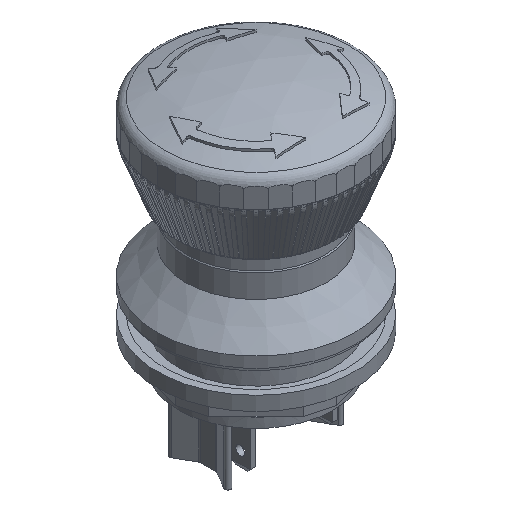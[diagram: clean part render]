
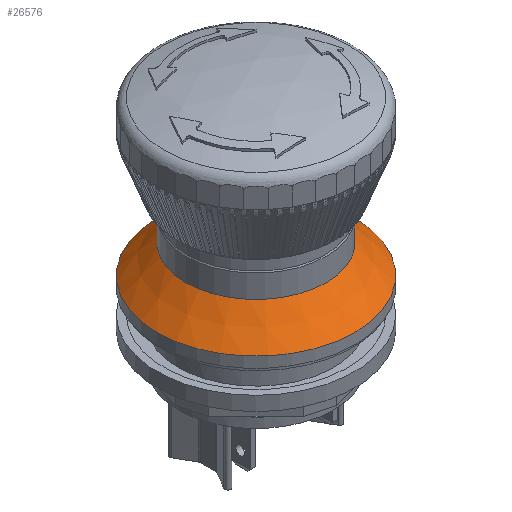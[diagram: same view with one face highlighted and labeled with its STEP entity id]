
A CAD part, isometric view. The second image highlights one B-rep face of the part: STEP entity #26576.
In plain terms, the highlighted conical face has half-angle 45 degrees and reference radius 11.963 mm.
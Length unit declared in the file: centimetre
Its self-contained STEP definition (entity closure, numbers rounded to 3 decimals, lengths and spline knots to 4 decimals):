
#6798=FACE_BOUND('',#9640,.T.);
#8118=FACE_OUTER_BOUND('',#9639,.T.);
#9639=EDGE_LOOP('',(#24223));
#9640=EDGE_LOOP('',(#24224));
#10625=CIRCLE('',#28792,1.4);
#10626=CIRCLE('',#28794,0.9925);
#13011=VERTEX_POINT('',#46668);
#13012=VERTEX_POINT('',#46671);
#16818=EDGE_CURVE('',#13011,#13011,#10625,.T.);
#16819=EDGE_CURVE('',#13012,#13012,#10626,.T.);
#24223=ORIENTED_EDGE('',*,*,#16818,.F.);
#24224=ORIENTED_EDGE('',*,*,#16819,.T.);
#25291=CONICAL_SURFACE('',#28793,1.1962,45.);
#26576=ADVANCED_FACE('',(#8118,#6798),#25291,.T.);
#28792=AXIS2_PLACEMENT_3D('',#46669,#35095,#35096);
#28793=AXIS2_PLACEMENT_3D('',#46670,#35097,#35098);
#28794=AXIS2_PLACEMENT_3D('',#46672,#35099,#35100);
#35095=DIRECTION('center_axis',(0.,0.,
-1.));
#35096=DIRECTION('ref_axis',(0.,-1.,0.));
#35097=DIRECTION('center_axis',(0.,0.,
-1.));
#35098=DIRECTION('ref_axis',(0.,-1.,0.));
#35099=DIRECTION('center_axis',(0.,0.,
-1.));
#35100=DIRECTION('ref_axis',(0.,-1.,0.));
#46668=CARTESIAN_POINT('',(0.,-1.4,0.15));
#46669=CARTESIAN_POINT('Origin',(0.,0.,
0.15));
#46670=CARTESIAN_POINT('Origin',(0.,0.,
0.3537));
#46671=CARTESIAN_POINT('',(0.,-0.9925,0.5575));
#46672=CARTESIAN_POINT('Origin',(0.,0.,
0.5575));
